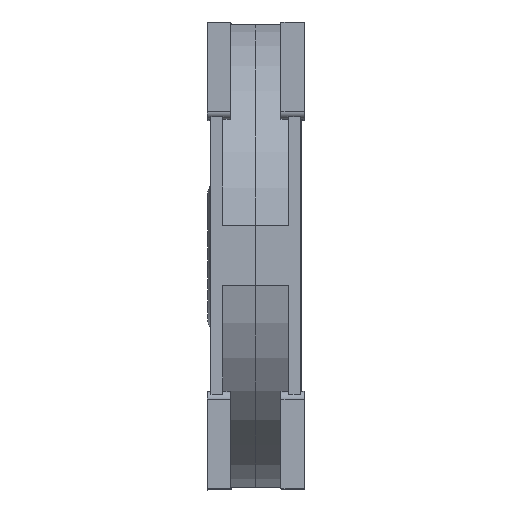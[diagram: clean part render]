
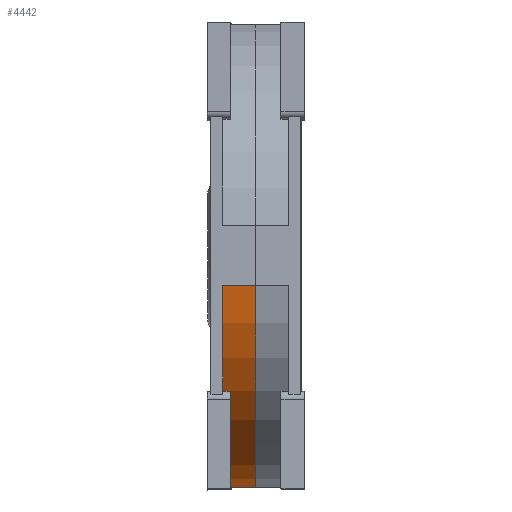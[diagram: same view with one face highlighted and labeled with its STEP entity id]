
A CAD part, left-side view. The second image highlights one B-rep face of the part: STEP entity #4442.
In plain terms, the highlighted cylindrical face has radius 60 mm (diameter 120 mm), a partial arc.
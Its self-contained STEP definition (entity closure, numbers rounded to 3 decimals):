
#1708 = CYLINDRICAL_SURFACE('',#1709,60.);
#1709 = AXIS2_PLACEMENT_3D('',#1710,#1711,#1712);
#1710 = CARTESIAN_POINT('',(-60.,0.084,
    60.176));
#1711 = DIRECTION('',(0.001,1.,
    0.));
#1712 = DIRECTION('',(-1.,0.001,
    0.003));
#1849 = VERTEX_POINT('',#1850);
#1850 = CARTESIAN_POINT('',(-67.904,0.095,
    0.699));
#2021 = PLANE('',#2022);
#2022 = AXIS2_PLACEMENT_3D('',#2023,#2024,#2025);
#2023 = CARTESIAN_POINT('',(-99.674,0.139,0.792
    ));
#2024 = DIRECTION('',(-0.003,0.,
    -1.));
#2025 = DIRECTION('',(1.,-0.001,
    -0.003));
#2408 = VERTEX_POINT('',#2409);
#2409 = CARTESIAN_POINT('',(-119.522,0.167,
    52.621));
#2553 = PLANE('',#2554);
#2554 = AXIS2_PLACEMENT_3D('',#2555,#2556,#2557);
#2555 = CARTESIAN_POINT('',(-119.615,0.167,20.851
    ));
#2556 = DIRECTION('',(1.,-0.001,
    -0.003));
#2557 = DIRECTION('',(0.003,0.,
    1.));
#2569 = EDGE_CURVE('',#1849,#2408,#2570,.T.);
#2570 = SURFACE_CURVE('',#2571,(#2576,#2583),.PCURVE_S1.);
#2571 = CIRCLE('',#2572,60.);
#2572 = AXIS2_PLACEMENT_3D('',#2573,#2574,#2575);
#2573 = CARTESIAN_POINT('',(-60.,0.084,
    60.176));
#2574 = DIRECTION('',(0.001,1.,
    0.));
#2575 = DIRECTION('',(-1.,0.001,
    0.003));
#2576 = PCURVE('',#1708,#2577);
#2577 = DEFINITIONAL_REPRESENTATION('',(#2578),#2582);
#2578 = LINE('',#2579,#2580);
#2579 = CARTESIAN_POINT('',(0.,0.));
#2580 = VECTOR('',#2581,1.);
#2581 = DIRECTION('',(1.,0.));
#2582 = ( GEOMETRIC_REPRESENTATION_CONTEXT(2) 
PARAMETRIC_REPRESENTATION_CONTEXT() REPRESENTATION_CONTEXT('2D SPACE',''
  ) );
#2583 = PCURVE('',#2584,#2589);
#2584 = CYLINDRICAL_SURFACE('',#2585,60.);
#2585 = AXIS2_PLACEMENT_3D('',#2586,#2587,#2588);
#2586 = CARTESIAN_POINT('',(-60.,0.084,
    60.176));
#2587 = DIRECTION('',(-0.001,-1.,
    0.));
#2588 = DIRECTION('',(-1.,0.001,
    0.003));
#2589 = DEFINITIONAL_REPRESENTATION('',(#2590),#2594);
#2590 = LINE('',#2591,#2592);
#2591 = CARTESIAN_POINT('',(-0.,0.));
#2592 = VECTOR('',#2593,1.);
#2593 = DIRECTION('',(-1.,0.));
#2594 = ( GEOMETRIC_REPRESENTATION_CONTEXT(2) 
PARAMETRIC_REPRESENTATION_CONTEXT() REPRESENTATION_CONTEXT('2D SPACE',''
  ) );
#2604 = VERTEX_POINT('',#2605);
#2605 = CARTESIAN_POINT('',(-67.892,8.595,0.699
    ));
#2619 = PLANE('',#2620);
#2620 = AXIS2_PLACEMENT_3D('',#2621,#2622,#2623);
#2621 = CARTESIAN_POINT('',(-65.893,8.592,
    64.688));
#2622 = DIRECTION('',(-0.001,-1.,
    0.));
#2623 = DIRECTION('',(0.003,0.,
    1.));
#2770 = EDGE_CURVE('',#2604,#1849,#2771,.T.);
#2771 = SURFACE_CURVE('',#2772,(#2776,#2783),.PCURVE_S1.);
#2772 = LINE('',#2773,#2774);
#2773 = CARTESIAN_POINT('',(-67.904,0.095,
    0.699));
#2774 = VECTOR('',#2775,1.);
#2775 = DIRECTION('',(-0.001,-1.,
    0.));
#2776 = PCURVE('',#2021,#2777);
#2777 = DEFINITIONAL_REPRESENTATION('',(#2778),#2782);
#2778 = LINE('',#2779,#2780);
#2779 = CARTESIAN_POINT('',(31.77,0.));
#2780 = VECTOR('',#2781,1.);
#2781 = DIRECTION('',(0.,1.));
#2782 = ( GEOMETRIC_REPRESENTATION_CONTEXT(2) 
PARAMETRIC_REPRESENTATION_CONTEXT() REPRESENTATION_CONTEXT('2D SPACE',''
  ) );
#2783 = PCURVE('',#2584,#2784);
#2784 = DEFINITIONAL_REPRESENTATION('',(#2785),#2789);
#2785 = LINE('',#2786,#2787);
#2786 = CARTESIAN_POINT('',(-4.842,0.));
#2787 = VECTOR('',#2788,1.);
#2788 = DIRECTION('',(-0.,1.));
#2789 = ( GEOMETRIC_REPRESENTATION_CONTEXT(2) 
PARAMETRIC_REPRESENTATION_CONTEXT() REPRESENTATION_CONTEXT('2D SPACE',''
  ) );
#3942 = VERTEX_POINT('',#3943);
#3943 = CARTESIAN_POINT('',(-119.51,8.667,
    52.621));
#4098 = EDGE_CURVE('',#3942,#2408,#4099,.T.);
#4099 = SURFACE_CURVE('',#4100,(#4104,#4111),.PCURVE_S1.);
#4100 = LINE('',#4101,#4102);
#4101 = CARTESIAN_POINT('',(-119.522,0.167,
    52.621));
#4102 = VECTOR('',#4103,1.);
#4103 = DIRECTION('',(-0.001,-1.,
    0.));
#4104 = PCURVE('',#2553,#4105);
#4105 = DEFINITIONAL_REPRESENTATION('',(#4106),#4110);
#4106 = LINE('',#4107,#4108);
#4107 = CARTESIAN_POINT('',(31.77,0.));
#4108 = VECTOR('',#4109,1.);
#4109 = DIRECTION('',(0.,1.));
#4110 = ( GEOMETRIC_REPRESENTATION_CONTEXT(2) 
PARAMETRIC_REPRESENTATION_CONTEXT() REPRESENTATION_CONTEXT('2D SPACE',''
  ) );
#4111 = PCURVE('',#2584,#4112);
#4112 = DEFINITIONAL_REPRESENTATION('',(#4113),#4117);
#4113 = LINE('',#4114,#4115);
#4114 = CARTESIAN_POINT('',(-6.154,0.));
#4115 = VECTOR('',#4116,1.);
#4116 = DIRECTION('',(-0.,1.));
#4117 = ( GEOMETRIC_REPRESENTATION_CONTEXT(2) 
PARAMETRIC_REPRESENTATION_CONTEXT() REPRESENTATION_CONTEXT('2D SPACE',''
  ) );
#4442 = ADVANCED_FACE('',(#4443),#2584,.T.);
#4443 = FACE_BOUND('',#4444,.F.);
#4444 = EDGE_LOOP('',(#4445,#4446,#4447,#4448));
#4445 = ORIENTED_EDGE('',*,*,#4098,.T.);
#4446 = ORIENTED_EDGE('',*,*,#2569,.F.);
#4447 = ORIENTED_EDGE('',*,*,#2770,.F.);
#4448 = ORIENTED_EDGE('',*,*,#4449,.T.);
#4449 = EDGE_CURVE('',#2604,#3942,#4450,.T.);
#4450 = SURFACE_CURVE('',#4451,(#4456,#4463),.PCURVE_S1.);
#4451 = CIRCLE('',#4452,60.);
#4452 = AXIS2_PLACEMENT_3D('',#4453,#4454,#4455);
#4453 = CARTESIAN_POINT('',(-59.988,8.584,60.176
    ));
#4454 = DIRECTION('',(0.001,1.,
    0.));
#4455 = DIRECTION('',(-1.,0.001,
    0.003));
#4456 = PCURVE('',#2584,#4457);
#4457 = DEFINITIONAL_REPRESENTATION('',(#4458),#4462);
#4458 = LINE('',#4459,#4460);
#4459 = CARTESIAN_POINT('',(-0.,-8.5));
#4460 = VECTOR('',#4461,1.);
#4461 = DIRECTION('',(-1.,0.));
#4462 = ( GEOMETRIC_REPRESENTATION_CONTEXT(2) 
PARAMETRIC_REPRESENTATION_CONTEXT() REPRESENTATION_CONTEXT('2D SPACE',''
  ) );
#4463 = PCURVE('',#2619,#4464);
#4464 = DEFINITIONAL_REPRESENTATION('',(#4465),#4473);
#4465 = ( BOUNDED_CURVE() B_SPLINE_CURVE(2,(#4466,#4467,#4468,#4469,
#4470,#4471,#4472),.UNSPECIFIED.,.T.,.F.) B_SPLINE_CURVE_WITH_KNOTS((1,2
    ,2,2,2,1),(-2.094,0.,2.094,4.189,
6.283,8.378),.UNSPECIFIED.) CURVE() 
GEOMETRIC_REPRESENTATION_ITEM() RATIONAL_B_SPLINE_CURVE((1.,0.5,1.,0.5,
1.,0.5,1.)) REPRESENTATION_ITEM('') );
#4466 = CARTESIAN_POINT('',(-4.494,54.081));
#4467 = CARTESIAN_POINT('',(99.429,54.081));
#4468 = CARTESIAN_POINT('',(47.467,-35.919));
#4469 = CARTESIAN_POINT('',(-4.494,-125.919));
#4470 = CARTESIAN_POINT('',(-56.456,-35.919));
#4471 = CARTESIAN_POINT('',(-108.417,54.081));
#4472 = CARTESIAN_POINT('',(-4.494,54.081));
#4473 = ( GEOMETRIC_REPRESENTATION_CONTEXT(2) 
PARAMETRIC_REPRESENTATION_CONTEXT() REPRESENTATION_CONTEXT('2D SPACE',''
  ) );
